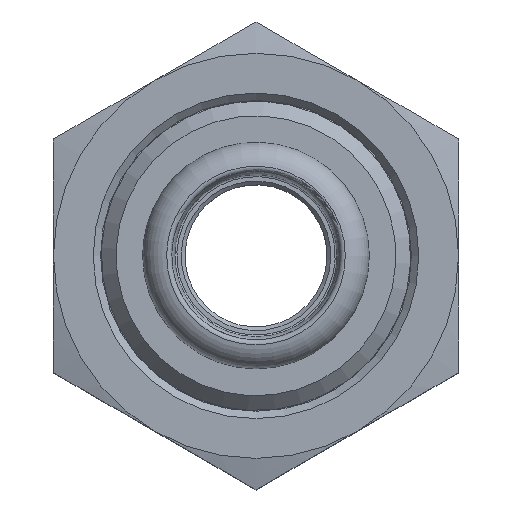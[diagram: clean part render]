
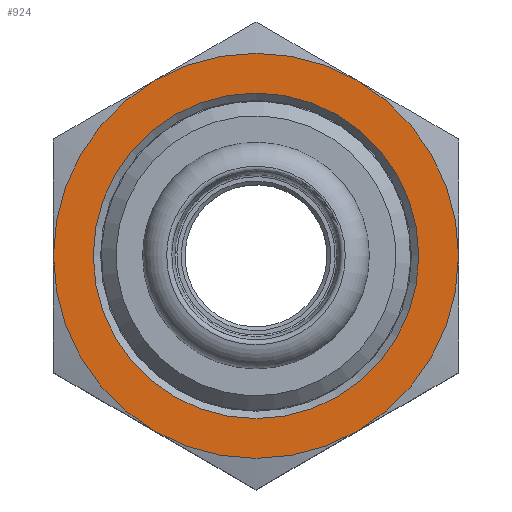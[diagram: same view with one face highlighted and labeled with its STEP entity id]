
A CAD part, top view. The second image highlights one B-rep face of the part: STEP entity #924.
In plain terms, the highlighted planar face has unit normal (0, 0, 1).
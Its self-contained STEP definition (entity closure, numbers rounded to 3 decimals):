
#66=FACE_BOUND('',#189,.T.);
#76=PLANE('',#1082);
#127=FACE_OUTER_BOUND('',#188,.T.);
#188=EDGE_LOOP('',(#788,#789,#790,#791,#792,#793));
#189=EDGE_LOOP('',(#794));
#340=CIRCLE('',#1081,22.1);
#341=CIRCLE('',#1083,27.5);
#342=CIRCLE('',#1084,27.5);
#343=CIRCLE('',#1085,27.5);
#344=CIRCLE('',#1086,27.5);
#345=CIRCLE('',#1087,27.5);
#346=CIRCLE('',#1088,27.5);
#424=VERTEX_POINT('',#1644);
#425=VERTEX_POINT('',#1648);
#426=VERTEX_POINT('',#1649);
#427=VERTEX_POINT('',#1651);
#428=VERTEX_POINT('',#1653);
#429=VERTEX_POINT('',#1655);
#430=VERTEX_POINT('',#1657);
#547=EDGE_CURVE('',#424,#424,#340,.T.);
#549=EDGE_CURVE('',#425,#426,#341,.T.);
#550=EDGE_CURVE('',#427,#425,#342,.T.);
#551=EDGE_CURVE('',#428,#427,#343,.T.);
#552=EDGE_CURVE('',#429,#428,#344,.T.);
#553=EDGE_CURVE('',#430,#429,#345,.T.);
#554=EDGE_CURVE('',#426,#430,#346,.T.);
#788=ORIENTED_EDGE('',*,*,#549,.F.);
#789=ORIENTED_EDGE('',*,*,#550,.F.);
#790=ORIENTED_EDGE('',*,*,#551,.F.);
#791=ORIENTED_EDGE('',*,*,#552,.F.);
#792=ORIENTED_EDGE('',*,*,#553,.F.);
#793=ORIENTED_EDGE('',*,*,#554,.F.);
#794=ORIENTED_EDGE('',*,*,#547,.F.);
#924=ADVANCED_FACE('',(#127,#66),#76,.T.);
#1081=AXIS2_PLACEMENT_3D('',#1645,#1364,#1365);
#1082=AXIS2_PLACEMENT_3D('',#1647,#1367,#1368);
#1083=AXIS2_PLACEMENT_3D('',#1650,#1369,#1370);
#1084=AXIS2_PLACEMENT_3D('',#1652,#1371,#1372);
#1085=AXIS2_PLACEMENT_3D('',#1654,#1373,#1374);
#1086=AXIS2_PLACEMENT_3D('',#1656,#1375,#1376);
#1087=AXIS2_PLACEMENT_3D('',#1658,#1377,#1378);
#1088=AXIS2_PLACEMENT_3D('',#1659,#1379,#1380);
#1364=DIRECTION('center_axis',(0.,0.,
1.));
#1365=DIRECTION('ref_axis',(-1.,0.,0.));
#1367=DIRECTION('center_axis',(0.,0.,
1.));
#1368=DIRECTION('ref_axis',(-1.,0.,0.));
#1369=DIRECTION('center_axis',(0.,0.,
-1.));
#1370=DIRECTION('ref_axis',(1.,0.,0.));
#1371=DIRECTION('center_axis',(0.,0.,
-1.));
#1372=DIRECTION('ref_axis',(1.,0.,0.));
#1373=DIRECTION('center_axis',(0.,0.,
-1.));
#1374=DIRECTION('ref_axis',(1.,0.,0.));
#1375=DIRECTION('center_axis',(0.,0.,
-1.));
#1376=DIRECTION('ref_axis',(1.,0.,0.));
#1377=DIRECTION('center_axis',(0.,0.,
-1.));
#1378=DIRECTION('ref_axis',(1.,0.,0.));
#1379=DIRECTION('center_axis',(0.,0.,
-1.));
#1380=DIRECTION('ref_axis',(1.,0.,0.));
#1644=CARTESIAN_POINT('',(22.1,0.,0.));
#1645=CARTESIAN_POINT('Origin',(0.,0.,
0.));
#1647=CARTESIAN_POINT('Origin',(24.3,0.,0.));
#1648=CARTESIAN_POINT('',(27.5,0.,0.));
#1649=CARTESIAN_POINT('',(13.75,-23.816,0.));
#1650=CARTESIAN_POINT('Origin',(0.,0.,0.));
#1651=CARTESIAN_POINT('',(13.75,23.816,0.));
#1652=CARTESIAN_POINT('Origin',(0.,0.,0.));
#1653=CARTESIAN_POINT('',(-13.75,23.816,0.));
#1654=CARTESIAN_POINT('Origin',(0.,0.,0.));
#1655=CARTESIAN_POINT('',(-27.5,0.,0.));
#1656=CARTESIAN_POINT('Origin',(0.,0.,0.));
#1657=CARTESIAN_POINT('',(-13.75,-23.816,0.));
#1658=CARTESIAN_POINT('Origin',(0.,0.,0.));
#1659=CARTESIAN_POINT('Origin',(0.,0.,0.));
